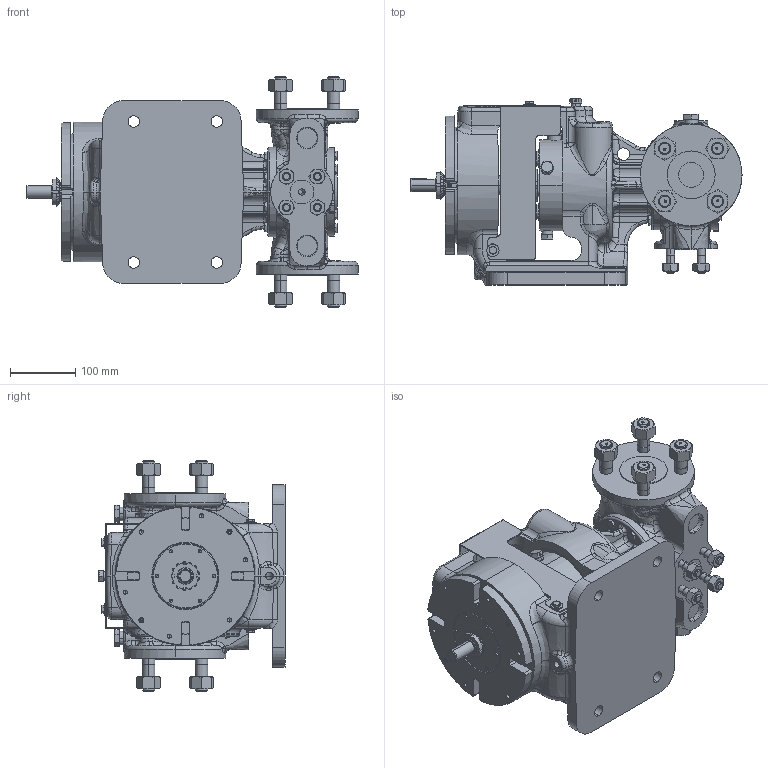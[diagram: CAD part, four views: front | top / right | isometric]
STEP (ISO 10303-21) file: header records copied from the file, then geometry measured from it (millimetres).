
FILE_DESCRIPTION (( 'STEP AP214' ), '1' );
FILE_NAME ('HL4223AX.STEP', '2017-01-18T20:16:45', ( '' ), ( '' ), 'SwSTEP 2.0', 'SolidWorks 2016', '' );
FILE_SCHEMA (( 'AUTOMOTIVE_DESIGN' ));
Length unit declared in the file: inch
Products named in the file (2): HL4223AX
Bounding box: 507.75 x 284.58 x 352.55 mm (x, y, z)
Volume: 12412716.2 mm3; surface area: 867020 mm2
Topology: 1 solids, 5 shells, 3427 faces, 8333 edges, 5064 vertices
Faces by surface type: plane 1201, bspline 823, cone 661, cylinder 645, torus 86, sphere 11
Entity records: 189451 total; most frequent: CARTESIAN_POINT 89982, ORIENTED_EDGE 16550, DIRECTION 12864, EDGE_CURVE 8275, VERTEX_POINT 5064, AXIS2_PLACEMENT_3D 4999, EDGE_LOOP 3685, ADVANCED_FACE 3427
